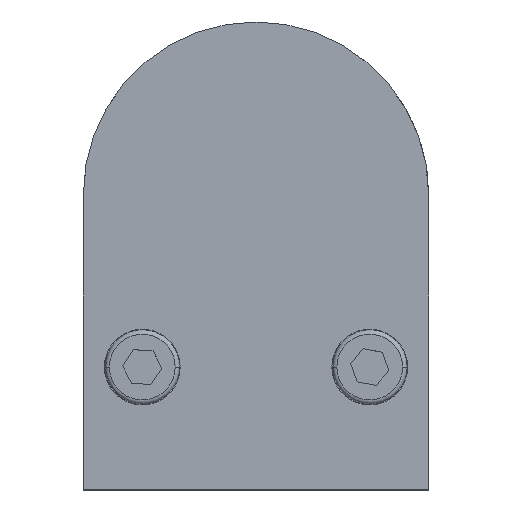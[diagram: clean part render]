
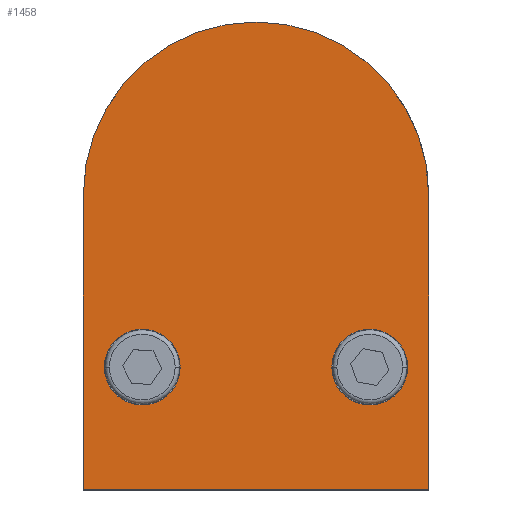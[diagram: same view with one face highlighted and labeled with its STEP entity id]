
A CAD part, top view. The second image highlights one B-rep face of the part: STEP entity #1458.
In plain terms, the highlighted planar face has unit normal (0, 0, 1).
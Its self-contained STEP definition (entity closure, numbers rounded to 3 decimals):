
#22 = FACE_OUTER_BOUND ( 'NONE', #1460, .T. ) ;
#60 = CIRCLE ( 'NONE', #1054, 4.5 ) ;
#116 = CARTESIAN_POINT ( 'NONE',  ( -20.5, 59.5, 14.25 ) ) ;
#117 = ORIENTED_EDGE ( 'NONE', *, *, #653, .F. ) ;
#251 = FACE_BOUND ( 'NONE', #2506, .T. ) ;
#256 = CARTESIAN_POINT ( 'NONE',  ( -20.5, 0., 14.25 ) ) ;
#301 = EDGE_CURVE ( 'NONE', #2528, #3005, #2426, .T. ) ;
#315 = EDGE_LOOP ( 'NONE', ( #1698, #2174 ) ) ;
#349 = CARTESIAN_POINT ( 'NONE',  ( -13.5, 39.038, 14.25 ) ) ;
#357 = EDGE_CURVE ( 'NONE', #1888, #1503, #60, .T. ) ;
#511 = ORIENTED_EDGE ( 'NONE', *, *, #2440, .T. ) ;
#567 = VERTEX_POINT ( 'NONE', #1810 ) ;
#615 = EDGE_CURVE ( 'NONE', #2487, #3005, #2073, .T. ) ;
#653 = EDGE_CURVE ( 'NONE', #1503, #1888, #2304, .T. ) ;
#790 = DIRECTION ( 'NONE',  ( 1., 0., 0. ) ) ;
#895 = DIRECTION ( 'NONE',  ( 0., 0., 1. ) ) ;
#936 = AXIS2_PLACEMENT_3D ( 'NONE', #349, #1422, #1650 ) ;
#999 = VECTOR ( 'NONE', #3123, 1000. ) ;
#1003 = CARTESIAN_POINT ( 'NONE',  ( -13.5, 39.038, 14.25 ) ) ;
#1018 = CARTESIAN_POINT ( 'NONE',  ( 20.5, 0., 14.25 ) ) ;
#1054 = AXIS2_PLACEMENT_3D ( 'NONE', #1003, #3018, #1480 ) ;
#1090 = ORIENTED_EDGE ( 'NONE', *, *, #615, .T. ) ;
#1107 = CARTESIAN_POINT ( 'NONE',  ( 13.5, 39.038, 14.25 ) ) ;
#1155 = DIRECTION ( 'NONE',  ( 1., 0., 0. ) ) ;
#1201 = EDGE_CURVE ( 'NONE', #2528, #567, #2326, .T. ) ;
#1322 = CIRCLE ( 'NONE', #2298, 4.5 ) ;
#1325 = CIRCLE ( 'NONE', #2673, 20.5 ) ;
#1332 = ORIENTED_EDGE ( 'NONE', *, *, #357, .F. ) ;
#1380 = VECTOR ( 'NONE', #2461, 1000. ) ;
#1382 = CARTESIAN_POINT ( 'NONE',  ( 0., 59.5, 14.25 ) ) ;
#1398 = AXIS2_PLACEMENT_3D ( 'NONE', #1689, #2722, #2989 ) ;
#1422 = DIRECTION ( 'NONE',  ( 0., 0., 1. ) ) ;
#1426 = CARTESIAN_POINT ( 'NONE',  ( 47.6, 24.496, 14.25 ) ) ;
#1458 = ADVANCED_FACE ( 'NONE', ( #251, #2081, #22 ), #2857, .T. ) ;
#1460 = EDGE_LOOP ( 'NONE', ( #2700, #2291, #511, #1090 ) ) ;
#1480 = DIRECTION ( 'NONE',  ( 1., 0., 0. ) ) ;
#1503 = VERTEX_POINT ( 'NONE', #3176 ) ;
#1568 = EDGE_CURVE ( 'NONE', #1999, #1579, #1939, .T. ) ;
#1579 = VERTEX_POINT ( 'NONE', #2481 ) ;
#1650 = DIRECTION ( 'NONE',  ( 1., 0., 0. ) ) ;
#1689 = CARTESIAN_POINT ( 'NONE',  ( 13.5, 39.038, 14.25 ) ) ;
#1698 = ORIENTED_EDGE ( 'NONE', *, *, #2448, .F. ) ;
#1810 = CARTESIAN_POINT ( 'NONE',  ( 20.5, 59.5, 14.25 ) ) ;
#1888 = VERTEX_POINT ( 'NONE', #2911 ) ;
#1939 = CIRCLE ( 'NONE', #1398, 4.5 ) ;
#1999 = VERTEX_POINT ( 'NONE', #2967 ) ;
#2015 = DIRECTION ( 'NONE',  ( 0., 1., 0. ) ) ;
#2073 = LINE ( 'NONE', #256, #999 ) ;
#2081 = FACE_BOUND ( 'NONE', #315, .T. ) ;
#2174 = ORIENTED_EDGE ( 'NONE', *, *, #1568, .F. ) ;
#2267 = VECTOR ( 'NONE', #2015, 1000. ) ;
#2271 = CARTESIAN_POINT ( 'NONE',  ( -20.5, 24.496, 14.25 ) ) ;
#2291 = ORIENTED_EDGE ( 'NONE', *, *, #1201, .T. ) ;
#2298 = AXIS2_PLACEMENT_3D ( 'NONE', #1107, #2396, #3193 ) ;
#2304 = CIRCLE ( 'NONE', #936, 4.5 ) ;
#2326 = LINE ( 'NONE', #1018, #2267 ) ;
#2339 = DIRECTION ( 'NONE',  ( 0., 0., 1. ) ) ;
#2396 = DIRECTION ( 'NONE',  ( 0., 0., 1. ) ) ;
#2426 = LINE ( 'NONE', #1426, #1380 ) ;
#2440 = EDGE_CURVE ( 'NONE', #567, #2487, #1325, .T. ) ;
#2442 = CARTESIAN_POINT ( 'NONE',  ( 20.5, 24.496, 14.25 ) ) ;
#2448 = EDGE_CURVE ( 'NONE', #1579, #1999, #1322, .T. ) ;
#2461 = DIRECTION ( 'NONE',  ( -1., 0., 0. ) ) ;
#2481 = CARTESIAN_POINT ( 'NONE',  ( 18., 39.038, 14.25 ) ) ;
#2486 = AXIS2_PLACEMENT_3D ( 'NONE', #3137, #2339, #790 ) ;
#2487 = VERTEX_POINT ( 'NONE', #116 ) ;
#2506 = EDGE_LOOP ( 'NONE', ( #117, #1332 ) ) ;
#2528 = VERTEX_POINT ( 'NONE', #2442 ) ;
#2673 = AXIS2_PLACEMENT_3D ( 'NONE', #1382, #895, #1155 ) ;
#2700 = ORIENTED_EDGE ( 'NONE', *, *, #301, .F. ) ;
#2722 = DIRECTION ( 'NONE',  ( 0., 0., 1. ) ) ;
#2857 = PLANE ( 'NONE',  #2486 ) ;
#2911 = CARTESIAN_POINT ( 'NONE',  ( -18., 39.038, 14.25 ) ) ;
#2967 = CARTESIAN_POINT ( 'NONE',  ( 9., 39.038, 14.25 ) ) ;
#2989 = DIRECTION ( 'NONE',  ( 1., 0., 0. ) ) ;
#3005 = VERTEX_POINT ( 'NONE', #2271 ) ;
#3018 = DIRECTION ( 'NONE',  ( 0., 0., 1. ) ) ;
#3123 = DIRECTION ( 'NONE',  ( 0., -1., 0. ) ) ;
#3137 = CARTESIAN_POINT ( 'NONE',  ( 0., 59.5, 14.25 ) ) ;
#3176 = CARTESIAN_POINT ( 'NONE',  ( -9., 39.038, 14.25 ) ) ;
#3193 = DIRECTION ( 'NONE',  ( 1., 0., 0. ) ) ;
